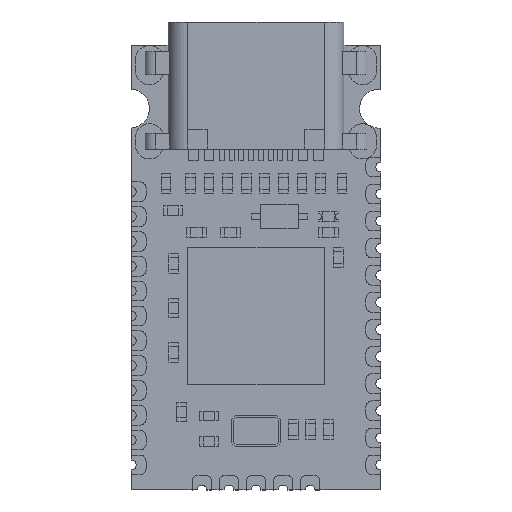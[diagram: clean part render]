
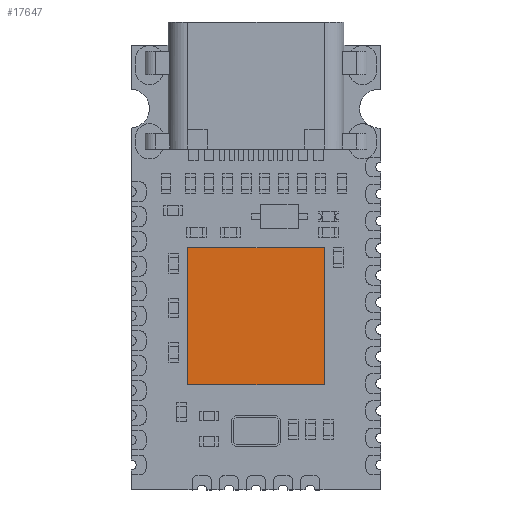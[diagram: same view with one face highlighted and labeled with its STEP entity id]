
A CAD part, top view. The second image highlights one B-rep face of the part: STEP entity #17647.
In plain terms, the highlighted planar face has unit normal (0, 0, 1).
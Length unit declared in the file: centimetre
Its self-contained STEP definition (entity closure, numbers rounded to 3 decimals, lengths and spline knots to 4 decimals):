
#446=FACE_OUTER_BOUND($,#1571,.T.);
#1571=EDGE_LOOP($,(#12323,#12324,#12325,#12326));
#2861=LINE($,#26250,#5057);
#2862=LINE($,#26252,#5058);
#2863=LINE($,#26254,#5059);
#2864=LINE($,#26255,#5060);
#5057=VECTOR($,#21118,0.7);
#5058=VECTOR($,#21119,0.7);
#5059=VECTOR($,#21120,0.7);
#5060=VECTOR($,#21121,0.7);
#7549=VERTEX_POINT($,#26248);
#7550=VERTEX_POINT($,#26249);
#7551=VERTEX_POINT($,#26251);
#7552=VERTEX_POINT($,#26253);
#9375=EDGE_CURVE($,#7549,#7550,#2861,.T.);
#9376=EDGE_CURVE($,#7550,#7551,#2862,.T.);
#9377=EDGE_CURVE($,#7551,#7552,#2863,.T.);
#9378=EDGE_CURVE($,#7552,#7549,#2864,.T.);
#12323=ORIENTED_EDGE($,*,*,#9375,.T.);
#12324=ORIENTED_EDGE($,*,*,#9376,.T.);
#12325=ORIENTED_EDGE($,*,*,#9377,.T.);
#12326=ORIENTED_EDGE($,*,*,#9378,.T.);
#16655=PLANE($,#19113);
#17647=ADVANCED_FACE($,(#446),#16655,.T.);
#19113=AXIS2_PLACEMENT_3D($,#26247,#21116,#21117);
#21116=DIRECTION('center_axis',(0.,0.,1.));
#21117=DIRECTION('ref_axis',(1.,0.,0.));
#21118=DIRECTION($,(0.,1.,0.));
#21119=DIRECTION($,(-1.,0.,0.));
#21120=DIRECTION($,(0.,-1.,0.));
#21121=DIRECTION($,(1.,0.,0.));
#26247=CARTESIAN_POINT('Origin',(0.0007,-0.2099,
0.26));
#26248=CARTESIAN_POINT('',(0.3507,-0.5599,0.26));
#26249=CARTESIAN_POINT('',(0.3507,0.1401,0.26));
#26250=CARTESIAN_POINT($,(0.3507,-0.2099,0.26));
#26251=CARTESIAN_POINT('',(-0.3493,0.1401,0.26));
#26252=CARTESIAN_POINT($,(0.0007,0.1401,0.26));
#26253=CARTESIAN_POINT('',(-0.3493,-0.5599,0.26));
#26254=CARTESIAN_POINT($,(-0.3493,-0.2099,0.26));
#26255=CARTESIAN_POINT($,(0.0007,-0.5599,0.26));
